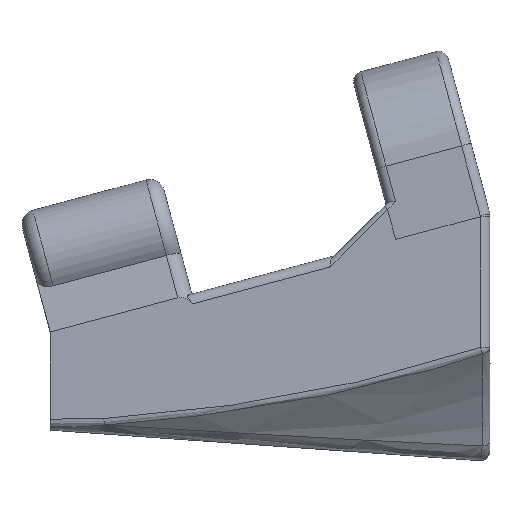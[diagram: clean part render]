
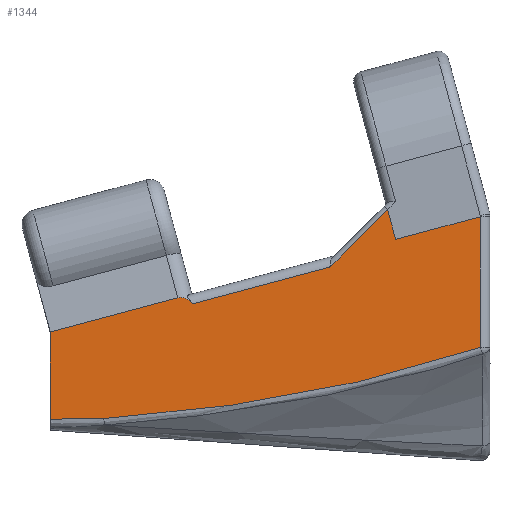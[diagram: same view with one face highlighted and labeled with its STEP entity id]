
A CAD part, top view. The second image highlights one B-rep face of the part: STEP entity #1344.
In plain terms, the highlighted planar face has unit normal (0, 0, 1).
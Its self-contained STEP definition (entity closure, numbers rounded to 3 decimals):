
#84=ELLIPSE('',#1407,3.75,3.);
#118=LINE('',#2484,#179);
#129=LINE('',#2538,#190);
#143=LINE('',#2595,#204);
#144=LINE('',#2597,#205);
#157=LINE('',#2850,#218);
#160=LINE('',#4125,#221);
#163=LINE('',#5867,#224);
#179=VECTOR('',#1484,10.);
#190=VECTOR('',#1513,10.);
#204=VECTOR('',#1567,10.);
#205=VECTOR('',#1568,10.);
#218=VECTOR('',#1639,10.);
#221=VECTOR('',#1664,10.);
#224=VECTOR('',#1677,10.);
#301=FACE_OUTER_BOUND('',#373,.T.);
#373=EDGE_LOOP('',(#1243,#1244,#1245,#1246,#1247,#1248,#1249,#1250,#1251,
#1252));
#418=B_SPLINE_CURVE_WITH_KNOTS('',3,(#2914,#2915,#2916,#2917,#2918,#2919,
#2920,#2921,#2922,#2923,#2924,#2925,#2926,#2927),.UNSPECIFIED.,.F.,.F.,
(4,2,2,2,2,2,4),(0.,0.182,0.985,3.249,
5.945,7.696,7.856),.UNSPECIFIED.);
#427=B_SPLINE_CURVE_WITH_KNOTS('',3,(#3034,#3035,#3036,#3037,#3038,#3039),
 .UNSPECIFIED.,.F.,.F.,(4,2,4),(0.,0.151,1.096),
 .UNSPECIFIED.);
#511=VERTEX_POINT('',#2466);
#513=VERTEX_POINT('',#2483);
#526=VERTEX_POINT('',#2534);
#540=VERTEX_POINT('',#2594);
#541=VERTEX_POINT('',#2596);
#551=VERTEX_POINT('',#2652);
#566=VERTEX_POINT('',#2844);
#570=VERTEX_POINT('',#2913);
#577=VERTEX_POINT('',#2989);
#601=VERTEX_POINT('',#4124);
#662=EDGE_CURVE('',#511,#513,#118,.T.);
#681=EDGE_CURVE('',#526,#513,#129,.T.);
#705=EDGE_CURVE('',#540,#526,#143,.T.);
#706=EDGE_CURVE('',#540,#541,#144,.T.);
#722=EDGE_CURVE('',#551,#511,#84,.T.);
#747=EDGE_CURVE('',#541,#566,#157,.T.);
#751=EDGE_CURVE('',#566,#570,#418,.T.);
#761=EDGE_CURVE('',#570,#577,#427,.T.);
#791=EDGE_CURVE('',#601,#577,#160,.T.);
#817=EDGE_CURVE('',#601,#551,#163,.T.);
#1243=ORIENTED_EDGE('',*,*,#722,.F.);
#1244=ORIENTED_EDGE('',*,*,#817,.F.);
#1245=ORIENTED_EDGE('',*,*,#791,.T.);
#1246=ORIENTED_EDGE('',*,*,#761,.F.);
#1247=ORIENTED_EDGE('',*,*,#751,.F.);
#1248=ORIENTED_EDGE('',*,*,#747,.F.);
#1249=ORIENTED_EDGE('',*,*,#706,.F.);
#1250=ORIENTED_EDGE('',*,*,#705,.T.);
#1251=ORIENTED_EDGE('',*,*,#681,.T.);
#1252=ORIENTED_EDGE('',*,*,#662,.F.);
#1275=PLANE('',#1454);
#1344=ADVANCED_FACE('',(#301),#1275,.T.);
#1407=AXIS2_PLACEMENT_3D('',#2654,#1598,#1599);
#1454=AXIS2_PLACEMENT_3D('',#6788,#1708,#1709);
#1484=DIRECTION('',(0.966,0.259,0.));
#1513=DIRECTION('',(-0.707,-0.707,0.));
#1567=DIRECTION('',(-0.259,0.966,0.));
#1568=DIRECTION('',(0.966,0.259,0.));
#1598=DIRECTION('center_axis',(0.,0.,-1.));
#1599=DIRECTION('ref_axis',(-0.259,0.966,0.));
#1639=DIRECTION('',(0.,-1.,0.));
#1664=DIRECTION('',(0.,-1.,0.));
#1677=DIRECTION('',(0.966,0.259,0.));
#1708=DIRECTION('center_axis',(0.,0.,1.));
#1709=DIRECTION('ref_axis',(-1.,0.,0.));
#2466=CARTESIAN_POINT('',(69.161,-58.38,20.));
#2483=CARTESIAN_POINT('',(97.237,-50.857,20.));
#2484=CARTESIAN_POINT('',(118.503,-45.158,20.));
#2534=CARTESIAN_POINT('',(109.039,-39.055,20.));
#2538=CARTESIAN_POINT('',(124.247,-23.847,20.));
#2594=CARTESIAN_POINT('',(110.681,-45.184,20.));
#2595=CARTESIAN_POINT('',(110.681,-45.184,20.));
#2596=CARTESIAN_POINT('',(128.,-40.543,20.));
#2597=CARTESIAN_POINT('',(117.985,-43.227,20.));
#2652=CARTESIAN_POINT('',(66.08,-57.135,20.));
#2654=CARTESIAN_POINT('Origin',(67.051,-60.757,20.));
#2844=CARTESIAN_POINT('',(128.,-67.285,20.));
#2850=CARTESIAN_POINT('',(128.,0.,20.));
#2913=CARTESIAN_POINT('',(50.962,-81.863,20.));
#2914=CARTESIAN_POINT('Ctrl Pts',(128.,-67.285,20.));
#2915=CARTESIAN_POINT('Ctrl Pts',(127.426,-67.481,20.));
#2916=CARTESIAN_POINT('Ctrl Pts',(126.851,-67.674,20.));
#2917=CARTESIAN_POINT('Ctrl Pts',(123.735,-68.706,20.));
#2918=CARTESIAN_POINT('Ctrl Pts',(121.18,-69.505,20.));
#2919=CARTESIAN_POINT('Ctrl Pts',(111.367,-72.399,20.));
#2920=CARTESIAN_POINT('Ctrl Pts',(104.026,-74.205,20.));
#2921=CARTESIAN_POINT('Ctrl Pts',(87.827,-77.54,20.));
#2922=CARTESIAN_POINT('Ctrl Pts',(78.93,-78.957,20.));
#2923=CARTESIAN_POINT('Ctrl Pts',(64.194,-80.747,20.));
#2924=CARTESIAN_POINT('Ctrl Pts',(58.376,-81.312,20.));
#2925=CARTESIAN_POINT('Ctrl Pts',(52.024,-81.787,20.));
#2926=CARTESIAN_POINT('Ctrl Pts',(51.493,-81.825,20.));
#2927=CARTESIAN_POINT('Ctrl Pts',(50.962,-81.863,20.));
#2989=CARTESIAN_POINT('',(40.,-81.961,20.));
#3034=CARTESIAN_POINT('Ctrl Pts',(50.962,-81.863,20.));
#3035=CARTESIAN_POINT('Ctrl Pts',(50.461,-81.898,20.));
#3036=CARTESIAN_POINT('Ctrl Pts',(49.959,-81.927,20.));
#3037=CARTESIAN_POINT('Ctrl Pts',(46.308,-82.093,20.));
#3038=CARTESIAN_POINT('Ctrl Pts',(43.151,-82.058,20.));
#3039=CARTESIAN_POINT('Ctrl Pts',(40.,-81.961,20.));
#4124=CARTESIAN_POINT('',(40.,-64.123,20.));
#4125=CARTESIAN_POINT('',(40.,0.,20.));
#5867=CARTESIAN_POINT('',(117.985,-43.227,20.));
#6788=CARTESIAN_POINT('Origin',(130.,0.,20.));
